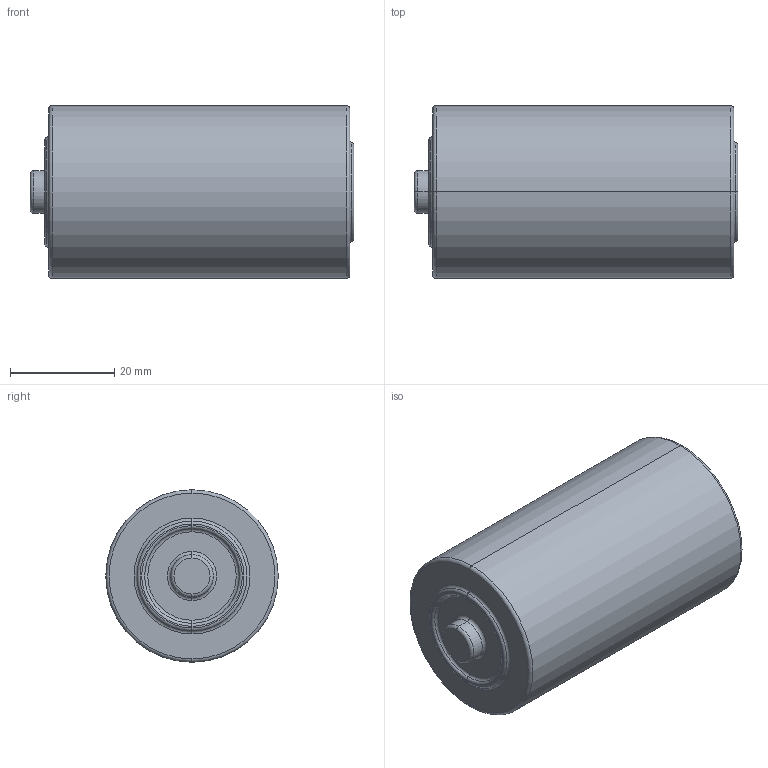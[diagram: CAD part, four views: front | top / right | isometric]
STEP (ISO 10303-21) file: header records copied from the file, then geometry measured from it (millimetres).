
FILE_DESCRIPTION (( 'STEP AP214' ), '1' );
FILE_NAME ('User Library-Battery, D.STEP', '2022-02-19T09:10:24', ( '' ), ( '' ), 'SwSTEP 2.0', 'SolidWorks 2021', '' );
FILE_SCHEMA (( 'AUTOMOTIVE_DESIGN' ));
Length unit declared in the file: inch
Products named in the file (1): User Library-Battery, D
Bounding box: 62.05 x 33.07 x 33.07 mm (x, y, z)
Volume: 50029.3 mm3; surface area: 7813.2 mm2
Topology: 1 solids, 1 shells, 40 faces, 78 edges, 46 vertices
Faces by surface type: torus 26, plane 8, cylinder 6
Entity records: 1090 total; most frequent: DIRECTION 232, CARTESIAN_POINT 165, ORIENTED_EDGE 156, AXIS2_PLACEMENT_3D 113, EDGE_CURVE 78, CIRCLE 72, EDGE_LOOP 46, VERTEX_POINT 46
